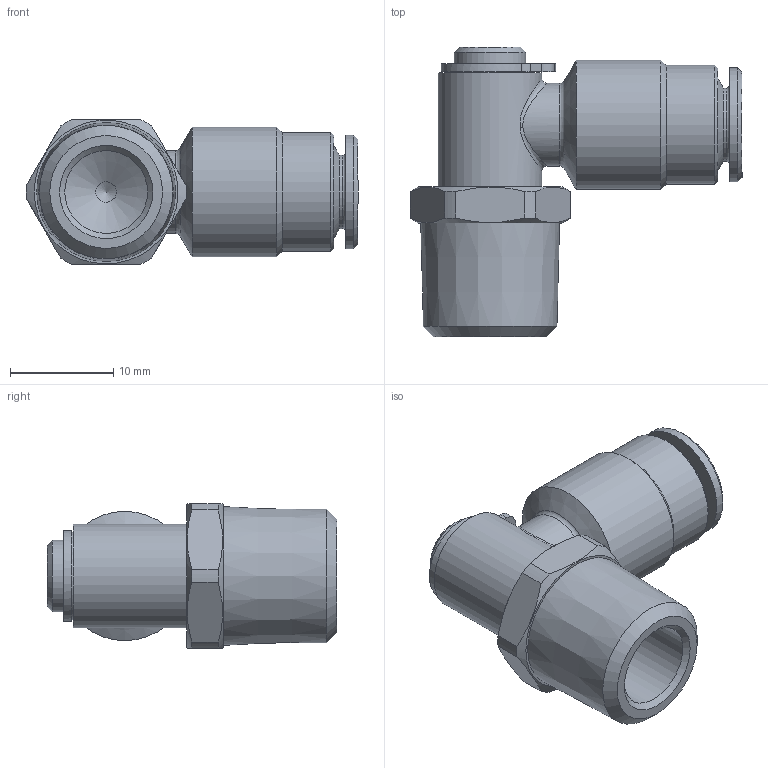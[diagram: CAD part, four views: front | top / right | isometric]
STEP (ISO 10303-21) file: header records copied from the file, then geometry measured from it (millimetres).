
FILE_DESCRIPTION(/* description */ ('STEP AP214'),/* implementation_level */ '2;1');
FILE_NAME(/* name */ 'H0080032',/* time_stamp */ '2023-05-10T15:38:09+02:00',/* author */ ('License CC BY-ND 4.0'),/* organization */ ('CADENAS'),/* preprocessor_version */ 'ST-DEVELOPER v19.3',/* originating_system */ 'PARTsolutions',/* authorisation */ ' ');
FILE_SCHEMA (('AUTOMOTIVE_DESIGN {1 0 10303 214 3 1 1}'));
Length unit declared in the file: millimetre
Products named in the file (1): H0080032
Bounding box: 32.09 x 28 x 14 mm (x, y, z)
Volume: 3759.6 mm3; surface area: 2966.3 mm2
Topology: 1 solids, 1 shells, 80 faces, 195 edges, 123 vertices
Faces by surface type: plane 31, cylinder 30, cone 15, bspline 2, torus 2
Full cylindrical faces by diameter (mm): 2 x1, 2.496 x1, 2.5 x1, 6.15 x1, 6.5 x1, 6.92 x1, 7.1 x1, 8 x2, 8.5 x1, 10 x1, 11 x1, 11.5 x1, 12.5 x1
Entity records: 3103 total; most frequent: CARTESIAN_POINT 814, DIRECTION 370, ORIENTED_EDGE 304, AXIS2_PLACEMENT_3D 164, EDGE_CURVE 152, FACE_BOUND 123, EDGE_LOOP 122, VERTEX_POINT 113
